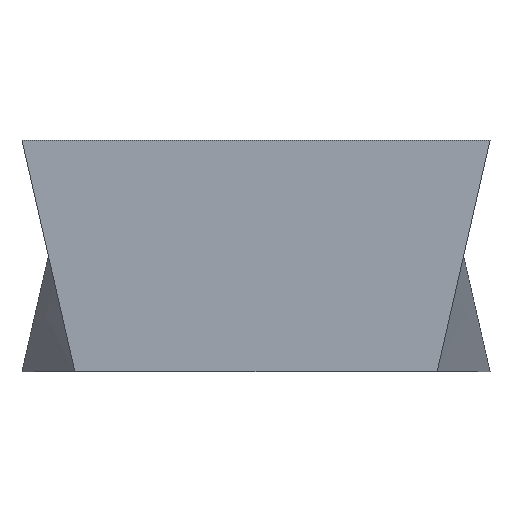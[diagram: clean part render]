
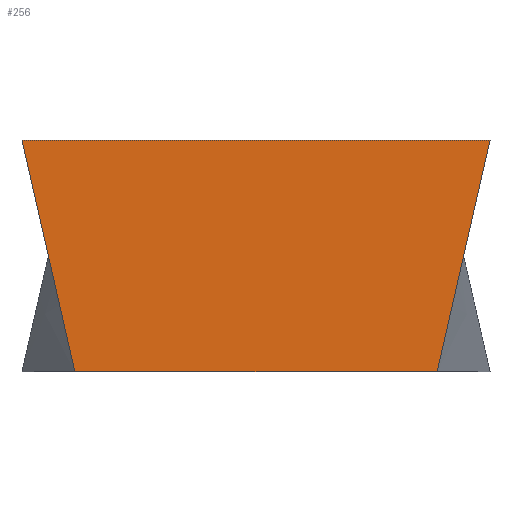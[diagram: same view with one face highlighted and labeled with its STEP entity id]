
A CAD part, front view. The second image highlights one B-rep face of the part: STEP entity #256.
In plain terms, the highlighted planar face has unit normal (0, -1, 0).
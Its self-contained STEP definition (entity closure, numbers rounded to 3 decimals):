
#32=CARTESIAN_POINT('',(6.865,-7.117,3.4));
#33=VERTEX_POINT('',#32);
#34=CARTESIAN_POINT('',(-6.865,-7.117,3.4));
#35=VERTEX_POINT('',#34);
#36=CARTESIAN_POINT('',(6.865,-7.117,3.4));
#37=DIRECTION('',(-1.,-0.,0.));
#38=VECTOR('',#37,13.731);
#39=LINE('',#36,#38);
#40=EDGE_CURVE('',#33,#35,#39,.T.);
#106=CARTESIAN_POINT('',(5.315,-7.117,-3.4));
#107=VERTEX_POINT('',#106);
#114=CARTESIAN_POINT('',(-5.315,-7.117,-3.4));
#115=VERTEX_POINT('',#114);
#116=CARTESIAN_POINT('',(5.315,-7.117,-3.4));
#117=DIRECTION('',(-1.,0.,0.));
#118=VECTOR('',#117,10.631);
#119=LINE('',#116,#118);
#120=EDGE_CURVE('',#107,#115,#119,.T.);
#155=CARTESIAN_POINT('',(-6.865,-7.117,3.4));
#156=DIRECTION('',(0.222,-0.,-0.975));
#157=VECTOR('',#156,6.974);
#158=LINE('',#155,#157);
#159=EDGE_CURVE('',#35,#115,#158,.T.);
#233=CARTESIAN_POINT('',(6.865,-7.117,3.4));
#234=DIRECTION('',(-0.222,-0.,-0.975));
#235=VECTOR('',#234,6.974);
#236=LINE('',#233,#235);
#237=EDGE_CURVE('',#33,#107,#236,.T.);
#245=CARTESIAN_POINT('',(0.,-7.117,0.));
#246=DIRECTION('',(0.,1.,-0.));
#247=DIRECTION('',(0.,0.,1.));
#248=AXIS2_PLACEMENT_3D('',#245,#246,#247);
#249=PLANE('',#248);
#250=ORIENTED_EDGE('',*,*,#120,.F.);
#251=ORIENTED_EDGE('',*,*,#237,.F.);
#252=ORIENTED_EDGE('',*,*,#40,.T.);
#253=ORIENTED_EDGE('',*,*,#159,.T.);
#254=EDGE_LOOP('',(#250,#251,#252,#253));
#255=FACE_BOUND('',#254,.T.);
#256=ADVANCED_FACE('',(#255),#249,.F.);
